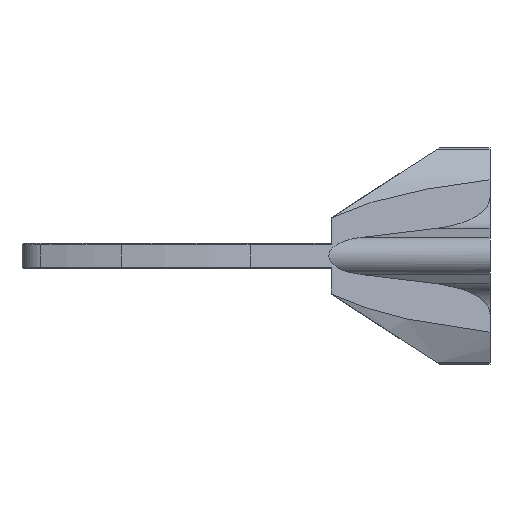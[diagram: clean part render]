
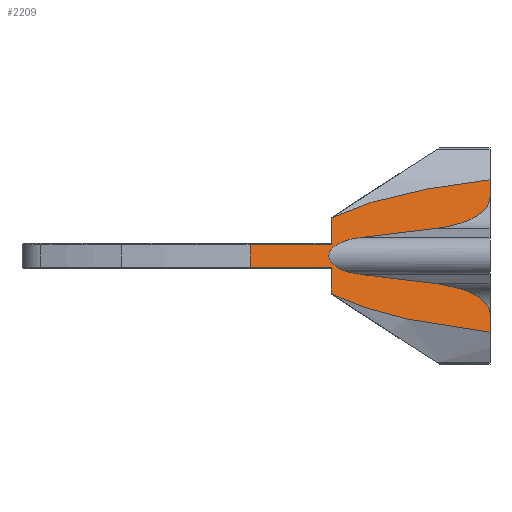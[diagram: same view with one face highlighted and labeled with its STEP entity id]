
A CAD part, left-side view. The second image highlights one B-rep face of the part: STEP entity #2209.
In plain terms, the highlighted planar face has unit normal (-0.911, -0.413, 0).
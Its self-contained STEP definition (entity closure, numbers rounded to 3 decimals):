
#38 = EDGE_CURVE ( 'NONE', #2874, #5539, #1133, .T. ) ;
#94 = DIRECTION ( 'NONE',  ( 0., 0., -1. ) ) ;
#104 = CARTESIAN_POINT ( 'NONE',  ( -31.206, 8.172, 4.39 ) ) ;
#114 = VECTOR ( 'NONE', #2342, 1000. ) ;
#125 = EDGE_CURVE ( 'NONE', #4048, #5729, #4892, .T. ) ;
#220 = CARTESIAN_POINT ( 'NONE',  ( -27.5, 0., -6.867 ) ) ;
#284 = ORIENTED_EDGE ( 'NONE', *, *, #5084, .T. ) ;
#320 = ORIENTED_EDGE ( 'NONE', *, *, #5496, .T. ) ;
#513 = ORIENTED_EDGE ( 'NONE', *, *, #5366, .T. ) ;
#630 = CARTESIAN_POINT ( 'NONE',  ( -38.838, 25., 17. ) ) ;
#631 = ORIENTED_EDGE ( 'NONE', *, *, #1649, .F. ) ;
#664 = VERTEX_POINT ( 'NONE', #104 ) ;
#740 = CARTESIAN_POINT ( 'NONE',  ( -44.625, 37.762, -1.8 ) ) ;
#756 = FACE_OUTER_BOUND ( 'NONE', #5474, .T. ) ;
#881 = LINE ( 'NONE', #4457, #3750 ) ;
#939 = EDGE_CURVE ( 'NONE', #4863, #2923, #1041, .T. ) ;
#1041 = LINE ( 'NONE', #1997, #2728 ) ;
#1059 = CARTESIAN_POINT ( 'NONE',  ( -27.5, 0., -11.99 ) ) ;
#1133 = LINE ( 'NONE', #630, #4197 ) ;
#1165 = CARTESIAN_POINT ( 'NONE',  ( -38.838, 25., 6. ) ) ;
#1403 = EDGE_CURVE ( 'NONE', #3260, #5539, #3941, .T. ) ;
#1413 = DIRECTION ( 'NONE',  ( -0.413, 0.911, 0. ) ) ;
#1603 = LINE ( 'NONE', #5788, #4286 ) ;
#1649 = EDGE_CURVE ( 'NONE', #2923, #5673, #3278, .T. ) ;
#1692 = ORIENTED_EDGE ( 'NONE', *, *, #125, .F. ) ;
#1710 = ORIENTED_EDGE ( 'NONE', *, *, #2952, .F. ) ;
#1772 = CARTESIAN_POINT ( 'NONE',  ( -36.776, 20.455, 2.898 ) ) ;
#1870 = ORIENTED_EDGE ( 'NONE', *, *, #2199, .T. ) ;
#1947 = EDGE_CURVE ( 'NONE', #5729, #3613, #3158, .T. ) ;
#1963 = CARTESIAN_POINT ( 'NONE',  ( -32.434, 10.879, -10.798 ) ) ;
#1988 = CARTESIAN_POINT ( 'NONE',  ( -44.625, 37.762, 1.8 ) ) ;
#1997 = CARTESIAN_POINT ( 'NONE',  ( -41.634, 31.166, -1.596 ) ) ;
#2019 = CARTESIAN_POINT ( 'NONE',  ( -32.434, 10.879, 10.798 ) ) ;
#2035 = VERTEX_POINT ( 'NONE', #4901 ) ;
#2036 = VECTOR ( 'NONE', #5202, 1000. ) ;
#2057 = CARTESIAN_POINT ( 'NONE',  ( -27.5, 0., 11.99 ) ) ;
#2180 = CARTESIAN_POINT ( 'NONE',  ( -27.5, 0., 9.22 ) ) ;
#2199 = EDGE_CURVE ( 'NONE', #2035, #664, #5994, .T. ) ;
#2209 = ADVANCED_FACE ( 'NONE', ( #756 ), #5844, .F. ) ;
#2215 = CARTESIAN_POINT ( 'NONE',  ( -28.933, 3.159, 5. ) ) ;
#2271 = CARTESIAN_POINT ( 'NONE',  ( -40.465, 28.589, 1.909 ) ) ;
#2292 = CARTESIAN_POINT ( 'NONE',  ( -22.809, -10.344, 17. ) ) ;
#2312 = LINE ( 'NONE', #5861, #114 ) ;
#2342 = DIRECTION ( 'NONE',  ( 0., 0., 1. ) ) ;
#2362 = LINE ( 'NONE', #5317, #3987 ) ;
#2412 = CARTESIAN_POINT ( 'NONE',  ( -22.809, -10.344, -1.8 ) ) ;
#2508 = VERTEX_POINT ( 'NONE', #740 ) ;
#2728 = VECTOR ( 'NONE', #4073, 1000. ) ;
#2805 = CARTESIAN_POINT ( 'NONE',  ( -40.465, 28.589, -1.909 ) ) ;
#2861 = ORIENTED_EDGE ( 'NONE', *, *, #1403, .F. ) ;
#2874 = VERTEX_POINT ( 'NONE', #5718 ) ;
#2892 = CARTESIAN_POINT ( 'NONE',  ( -27.5, 0., -9.22 ) ) ;
#2917 = DIRECTION ( 'NONE',  ( 0.411, -0.905, 0.11 ) ) ;
#2923 = VERTEX_POINT ( 'NONE', #4914 ) ;
#2952 = EDGE_CURVE ( 'NONE', #5673, #3260, #2362, .T. ) ;
#3049 =( BOUNDED_CURVE ( )  B_SPLINE_CURVE ( 3, ( #3379, #2805, #2271, #1772 ),
 .UNSPECIFIED., .F., .F. ) 
 B_SPLINE_CURVE_WITH_KNOTS ( ( 4, 4 ),
 ( 1.833, 4.451 ),
 .UNSPECIFIED. ) 
 CURVE ( )  GEOMETRIC_REPRESENTATION_ITEM ( )  RATIONAL_B_SPLINE_CURVE ( ( 1., 0.506, 0.506, 1. ) ) 
 REPRESENTATION_ITEM ( '' )  );
#3120 = CARTESIAN_POINT ( 'NONE',  ( -27.5, 0., 17. ) ) ;
#3158 = LINE ( 'NONE', #3120, #2036 ) ;
#3258 = CARTESIAN_POINT ( 'NONE',  ( -27.5, 0., 6.867 ) ) ;
#3260 = VERTEX_POINT ( 'NONE', #1059 ) ;
#3278 =( BOUNDED_CURVE ( )  B_SPLINE_CURVE ( 3, ( #3863, #6476, #220, #2892 ),
 .UNSPECIFIED., .F., .F. ) 
 B_SPLINE_CURVE_WITH_KNOTS ( ( 4, 4 ),
 ( 4.974, 6.283 ),
 .UNSPECIFIED. ) 
 CURVE ( )  GEOMETRIC_REPRESENTATION_ITEM ( )  RATIONAL_B_SPLINE_CURVE ( ( 1., 0.862, 0.862, 1. ) ) 
 REPRESENTATION_ITEM ( '' )  );
#3379 = CARTESIAN_POINT ( 'NONE',  ( -36.776, 20.455, -2.898 ) ) ;
#3424 = ORIENTED_EDGE ( 'NONE', *, *, #38, .T. ) ;
#3535 = VECTOR ( 'NONE', #4322, 1000. ) ;
#3547 = VECTOR ( 'NONE', #2917, 1000. ) ;
#3608 = CARTESIAN_POINT ( 'NONE',  ( -38.838, 25., 6. ) ) ;
#3613 = VERTEX_POINT ( 'NONE', #2180 ) ;
#3750 = VECTOR ( 'NONE', #1413, 1000. ) ;
#3773 = EDGE_CURVE ( 'NONE', #3613, #664, #4900, .T. ) ;
#3863 = CARTESIAN_POINT ( 'NONE',  ( -31.206, 8.172, -4.39 ) ) ;
#3891 = ORIENTED_EDGE ( 'NONE', *, *, #939, .F. ) ;
#3911 = CARTESIAN_POINT ( 'NONE',  ( -38.838, 25., 1.8 ) ) ;
#3936 = CARTESIAN_POINT ( 'NONE',  ( -31.206, 8.172, 4.39 ) ) ;
#3941 =( BOUNDED_CURVE ( )  B_SPLINE_CURVE ( 3, ( #4543, #1963, #6016, #5517 ),
 .UNSPECIFIED., .F., .F. ) 
 B_SPLINE_CURVE_WITH_KNOTS ( ( 4, 4 ),
 ( 5.112, 5.804 ),
 .UNSPECIFIED. ) 
 CURVE ( )  GEOMETRIC_REPRESENTATION_ITEM ( )  RATIONAL_B_SPLINE_CURVE ( ( 1., 0.96, 0.96, 1. ) ) 
 REPRESENTATION_ITEM ( '' )  );
#3987 = VECTOR ( 'NONE', #4373, 1000. ) ;
#4048 = VERTEX_POINT ( 'NONE', #3608 ) ;
#4065 = CARTESIAN_POINT ( 'NONE',  ( -27.5, 0., 11.99 ) ) ;
#4073 = DIRECTION ( 'NONE',  ( 0.411, -0.905, -0.11 ) ) ;
#4166 = ORIENTED_EDGE ( 'NONE', *, *, #1947, .F. ) ;
#4197 = VECTOR ( 'NONE', #5713, 1000. ) ;
#4254 = CARTESIAN_POINT ( 'NONE',  ( -27.5, 0., 9.22 ) ) ;
#4283 = VERTEX_POINT ( 'NONE', #1988 ) ;
#4286 = VECTOR ( 'NONE', #94, 1000. ) ;
#4322 = DIRECTION ( 'NONE',  ( 0.413, -0.911, 0. ) ) ;
#4334 = DIRECTION ( 'NONE',  ( -0.413, 0.911, 0. ) ) ;
#4373 = DIRECTION ( 'NONE',  ( 0., 0., -1. ) ) ;
#4386 = LINE ( 'NONE', #2412, #3535 ) ;
#4457 = CARTESIAN_POINT ( 'NONE',  ( -44.625, 37.762, 1.8 ) ) ;
#4543 = CARTESIAN_POINT ( 'NONE',  ( -27.5, 0., -11.99 ) ) ;
#4725 = AXIS2_PLACEMENT_3D ( 'NONE', #2292, #5961, #4334 ) ;
#4809 = ORIENTED_EDGE ( 'NONE', *, *, #3773, .F. ) ;
#4863 = VERTEX_POINT ( 'NONE', #5653 ) ;
#4892 =( BOUNDED_CURVE ( )  B_SPLINE_CURVE ( 3, ( #1165, #5637, #2019, #4065 ),
 .UNSPECIFIED., .F., .F. ) 
 B_SPLINE_CURVE_WITH_KNOTS ( ( 4, 4 ),
 ( 0.479, 1.171 ),
 .UNSPECIFIED. ) 
 CURVE ( )  GEOMETRIC_REPRESENTATION_ITEM ( )  RATIONAL_B_SPLINE_CURVE ( ( 1., 0.96, 0.96, 1. ) ) 
 REPRESENTATION_ITEM ( '' )  );
#4900 =( BOUNDED_CURVE ( )  B_SPLINE_CURVE ( 3, ( #4254, #3258, #2215, #3936 ),
 .UNSPECIFIED., .F., .T. ) 
 B_SPLINE_CURVE_WITH_KNOTS ( ( 4, 4 ),
 ( 0., 1.309 ),
 .UNSPECIFIED. ) 
 CURVE ( )  GEOMETRIC_REPRESENTATION_ITEM ( )  RATIONAL_B_SPLINE_CURVE ( ( 1., 0.862, 0.862, 1. ) ) 
 REPRESENTATION_ITEM ( '' )  );
#4901 = CARTESIAN_POINT ( 'NONE',  ( -36.776, 20.455, 2.898 ) ) ;
#4914 = CARTESIAN_POINT ( 'NONE',  ( -31.206, 8.172, -4.39 ) ) ;
#5042 = EDGE_CURVE ( 'NONE', #2508, #4283, #2312, .T. ) ;
#5054 = EDGE_CURVE ( 'NONE', #2508, #2874, #4386, .T. ) ;
#5084 = EDGE_CURVE ( 'NONE', #6561, #4283, #881, .T. ) ;
#5168 = ORIENTED_EDGE ( 'NONE', *, *, #5054, .T. ) ;
#5202 = DIRECTION ( 'NONE',  ( 0., 0., -1. ) ) ;
#5317 = CARTESIAN_POINT ( 'NONE',  ( -27.5, 0., 17. ) ) ;
#5366 = EDGE_CURVE ( 'NONE', #4048, #6561, #1603, .T. ) ;
#5474 = EDGE_LOOP ( 'NONE', ( #1870, #4809, #4166, #1692, #513, #284, #6394, #5168, #3424, #2861, #1710, #631, #3891, #320 ) ) ;
#5496 = EDGE_CURVE ( 'NONE', #4863, #2035, #3049, .T. ) ;
#5517 = CARTESIAN_POINT ( 'NONE',  ( -38.838, 25., -6. ) ) ;
#5539 = VERTEX_POINT ( 'NONE', #6110 ) ;
#5637 = CARTESIAN_POINT ( 'NONE',  ( -36.369, 19.556, 8.719 ) ) ;
#5653 = CARTESIAN_POINT ( 'NONE',  ( -36.776, 20.455, -2.898 ) ) ;
#5673 = VERTEX_POINT ( 'NONE', #6144 ) ;
#5713 = DIRECTION ( 'NONE',  ( 0., 0., -1. ) ) ;
#5718 = CARTESIAN_POINT ( 'NONE',  ( -38.838, 25., -1.8 ) ) ;
#5729 = VERTEX_POINT ( 'NONE', #2057 ) ;
#5788 = CARTESIAN_POINT ( 'NONE',  ( -38.838, 25., 17. ) ) ;
#5844 = PLANE ( 'NONE',  #4725 ) ;
#5861 = CARTESIAN_POINT ( 'NONE',  ( -44.625, 37.762, 2. ) ) ;
#5961 = DIRECTION ( 'NONE',  ( 0.911, 0.413, 0. ) ) ;
#5994 = LINE ( 'NONE', #6341, #3547 ) ;
#6016 = CARTESIAN_POINT ( 'NONE',  ( -36.369, 19.556, -8.719 ) ) ;
#6110 = CARTESIAN_POINT ( 'NONE',  ( -38.838, 25., -6. ) ) ;
#6144 = CARTESIAN_POINT ( 'NONE',  ( -27.5, 0., -9.22 ) ) ;
#6341 = CARTESIAN_POINT ( 'NONE',  ( -41.634, 31.166, 1.596 ) ) ;
#6394 = ORIENTED_EDGE ( 'NONE', *, *, #5042, .F. ) ;
#6476 = CARTESIAN_POINT ( 'NONE',  ( -28.933, 3.159, -5. ) ) ;
#6561 = VERTEX_POINT ( 'NONE', #3911 ) ;
